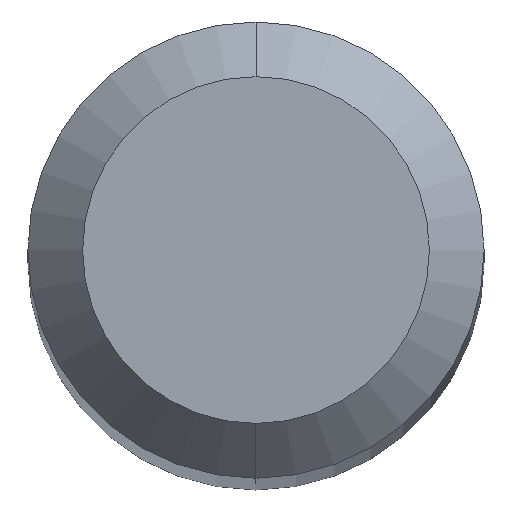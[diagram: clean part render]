
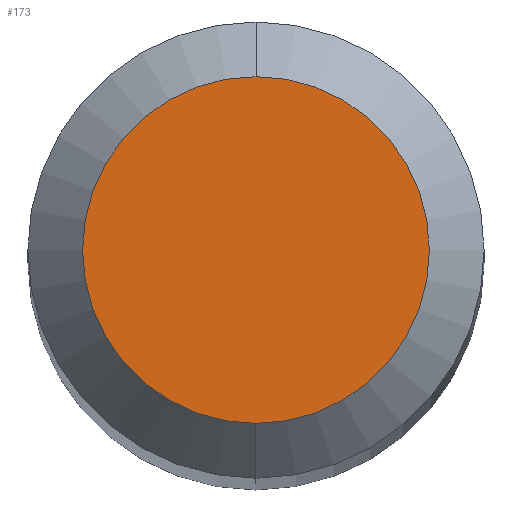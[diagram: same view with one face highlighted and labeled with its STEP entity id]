
A CAD part, top view. The second image highlights one B-rep face of the part: STEP entity #173.
In plain terms, the highlighted planar face has unit normal (0, 0, 1).
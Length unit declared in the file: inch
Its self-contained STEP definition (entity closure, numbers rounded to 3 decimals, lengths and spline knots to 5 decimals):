
#4 = VERTEX_POINT ( 'NONE', #113 ) ;
#29 = CARTESIAN_POINT ( 'NONE',  ( 0., 0.0475, 0. ) ) ;
#33 = AXIS2_PLACEMENT_3D ( 'NONE', #29, #180, #111 ) ;
#54 = EDGE_CURVE ( 'NONE', #4, #178, #95, .T. ) ;
#73 = FACE_OUTER_BOUND ( 'NONE', #363, .T. ) ;
#75 = CARTESIAN_POINT ( 'NONE',  ( 0., -0.0475, 0. ) ) ;
#77 = DIRECTION ( 'NONE',  ( 0., -1., 0. ) ) ;
#83 = DIRECTION ( 'NONE',  ( 0., 0., 1. ) ) ;
#95 = CIRCLE ( 'NONE', #246, 0.0475 ) ;
#111 = DIRECTION ( 'NONE',  ( 0., 1., 0. ) ) ;
#113 = CARTESIAN_POINT ( 'NONE',  ( 0., 0.0475, 0. ) ) ;
#152 = DIRECTION ( 'NONE',  ( 0., -1., 0. ) ) ;
#173 = ADVANCED_FACE ( 'NONE', ( #73 ), #358, .F. ) ;
#178 = VERTEX_POINT ( 'NONE', #75 ) ;
#180 = DIRECTION ( 'NONE',  ( 0., 0., -1. ) ) ;
#246 = AXIS2_PLACEMENT_3D ( 'NONE', #365, #318, #152 ) ;
#318 = DIRECTION ( 'NONE',  ( 0., 0., 1. ) ) ;
#329 = ORIENTED_EDGE ( 'NONE', *, *, #351, .T. ) ;
#344 = AXIS2_PLACEMENT_3D ( 'NONE', #437, #83, #77 ) ;
#351 = EDGE_CURVE ( 'NONE', #178, #4, #436, .T. ) ;
#358 = PLANE ( 'NONE',  #33 ) ;
#363 = EDGE_LOOP ( 'NONE', ( #366, #329 ) ) ;
#365 = CARTESIAN_POINT ( 'NONE',  ( 0., 0., 0. ) ) ;
#366 = ORIENTED_EDGE ( 'NONE', *, *, #54, .T. ) ;
#436 = CIRCLE ( 'NONE', #344, 0.0475 ) ;
#437 = CARTESIAN_POINT ( 'NONE',  ( 0., 0., 0. ) ) ;
